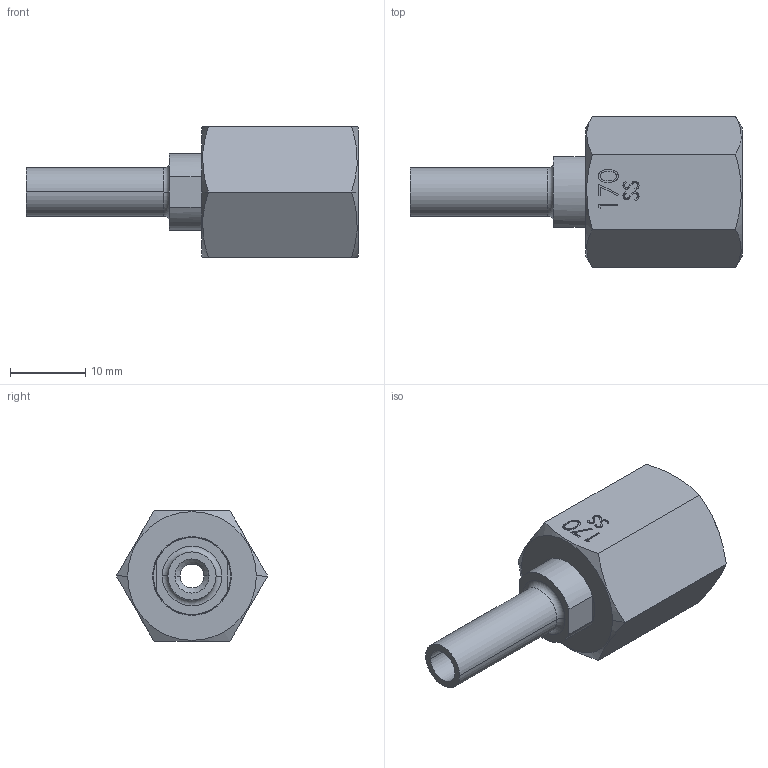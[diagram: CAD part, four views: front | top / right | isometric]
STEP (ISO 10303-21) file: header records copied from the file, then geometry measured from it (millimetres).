
FILE_DESCRIPTION (( 'STEP AP203' ), '1' );
FILE_NAME ('INL-170SS-4TS-20F.STEP', '2024-11-13T19:32:45', ( '' ), ( '' ), 'SwSTEP 2.0', 'SolidWorks 2018', '' );
FILE_SCHEMA (( 'CONFIG_CONTROL_DESIGN' ));
Length unit declared in the file: inch
Products named in the file (4): PRT-000483; PRT-000150; PRT-000986; INL-170SS-4TS-20F
Assembly tree (3 placements, depth 2):
  INL-170SS-4TS-20F
    PRT-000150
    PRT-000483
    PRT-000986
Bounding box: 44.26 x 20.16 x 17.46 mm (x, y, z)
Volume: 4248.5 mm3; surface area: 4427.2 mm2
Topology: 3 solids, 3 shells, 138 faces, 502 edges, 380 vertices
Faces by surface type: plane 42, bspline 42, cylinder 35, cone 13, torus 6
Entity records: 12581 total; most frequent: CARTESIAN_POINT 8391, ORIENTED_EDGE 1004, EDGE_CURVE 502, DIRECTION 486, VERTEX_POINT 380, B_SPLINE_CURVE_WITH_KNOTS 286, AXIS2_PLACEMENT_3D 168, EDGE_LOOP 154
